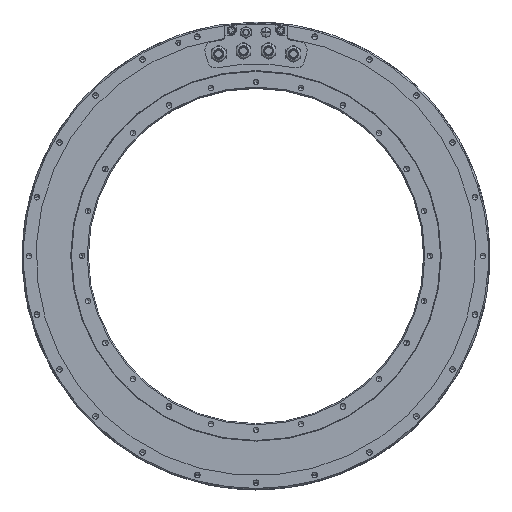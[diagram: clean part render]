
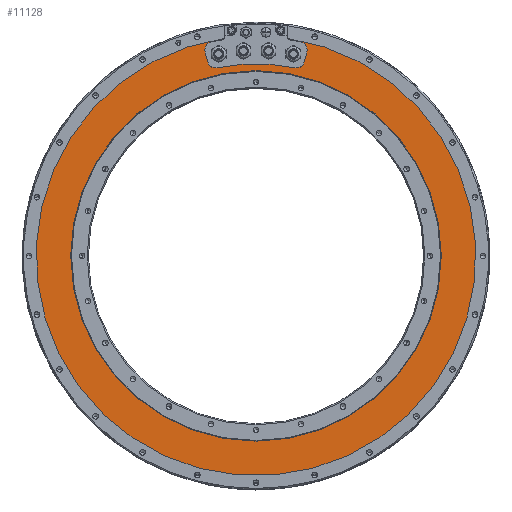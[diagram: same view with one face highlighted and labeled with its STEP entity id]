
A CAD part, top view. The second image highlights one B-rep face of the part: STEP entity #11128.
In plain terms, the highlighted planar face has unit normal (0, 0, 1).
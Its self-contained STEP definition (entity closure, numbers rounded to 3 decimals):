
#2821=CARTESIAN_POINT('',(0.,0.,-0.15));
#2822=DIRECTION('',(0.,0.,1.));
#2823=DIRECTION('',(-1.,0.,0.));
#2824=AXIS2_PLACEMENT_3D('',#2821,#2822,#2823);
#2835=CARTESIAN_POINT('',(0.,0.,-0.15));
#2836=DIRECTION('',(0.,0.,1.));
#2837=DIRECTION('',(1.,0.,0.));
#2838=AXIS2_PLACEMENT_3D('',#2835,#2836,#2837);
#2840=CARTESIAN_POINT('',(-42.5,265.621,-0.15));
#2841=DIRECTION('',(0.,0.,1.));
#2842=DIRECTION('',(0.158,-0.987,0.));
#2843=AXIS2_PLACEMENT_3D('',#2840,#2841,#2842);
#2845=CARTESIAN_POINT('',(0.,0.,-0.15));
#2846=DIRECTION('',(0.,0.,1.));
#2847=DIRECTION('',(-0.158,0.987,0.));
#2848=AXIS2_PLACEMENT_3D('',#2845,#2846,#2847);
#2850=CARTESIAN_POINT('',(-51.698,248.683,
-0.15));
#2851=DIRECTION('',(0.,0.,-1.));
#2852=DIRECTION('',(-0.97,-0.242,0.));
#2853=AXIS2_PLACEMENT_3D('',#2850,#2851,#2852);
#2855=DIRECTION('',(0.242,-0.97,0.));
#2856=VECTOR('',#2855,12.01);
#2857=CARTESIAN_POINT('',(-61.401,246.264,
-0.15));
#2858=LINE('',#2857,#2856);
#2859=CARTESIAN_POINT('',(-48.792,237.03,
-0.15));
#2860=DIRECTION('',(0.,0.,-1.));
#2861=DIRECTION('',(0.202,-0.979,0.));
#2862=AXIS2_PLACEMENT_3D('',#2859,#2860,#2861);
#2864=CARTESIAN_POINT('',(0.,0.,-0.15));
#2865=DIRECTION('',(0.,0.,1.));
#2866=DIRECTION('',(0.202,0.979,0.));
#2867=AXIS2_PLACEMENT_3D('',#2864,#2865,#2866);
#2869=CARTESIAN_POINT('',(48.792,237.03,
-0.15));
#2870=DIRECTION('',(0.,0.,-1.));
#2871=DIRECTION('',(0.97,-0.242,0.));
#2872=AXIS2_PLACEMENT_3D('',#2869,#2870,#2871);
#2874=DIRECTION('',(0.242,0.97,0.));
#2875=VECTOR('',#2874,12.01);
#2876=CARTESIAN_POINT('',(58.495,234.611,
-0.15));
#2877=LINE('',#2876,#2875);
#2878=CARTESIAN_POINT('',(51.698,248.683,
-0.15));
#2879=DIRECTION('',(0.,0.,-1.));
#2880=DIRECTION('',(0.204,0.979,0.));
#2881=AXIS2_PLACEMENT_3D('',#2878,#2879,#2880);
#2883=CARTESIAN_POINT('',(0.,0.,-0.15));
#2884=DIRECTION('',(0.,0.,1.));
#2885=DIRECTION('',(0.204,0.979,0.));
#2886=AXIS2_PLACEMENT_3D('',#2883,#2884,#2885);
#2888=CARTESIAN_POINT('',(42.5,265.621,-0.15));
#2889=DIRECTION('',(0.,0.,1.));
#2890=DIRECTION('',(-0.812,-0.584,0.));
#2891=AXIS2_PLACEMENT_3D('',#2888,#2889,#2890);
#2952=CARTESIAN_POINT('',(0.,0.,-0.15));
#2953=DIRECTION('',(0.,0.,1.));
#2954=DIRECTION('',(-0.145,0.989,0.));
#2955=AXIS2_PLACEMENT_3D('',#2952,#2953,#2954);
#6479=CARTESIAN_POINT('',(-223.75,0.,-0.15));
#6480=CARTESIAN_POINT('',(223.75,0.,-0.15));
#6481=VERTEX_POINT('',#6479);
#6482=VERTEX_POINT('',#6480);
#6559=CARTESIAN_POINT('',(46.776,227.236,
-0.15));
#6560=CARTESIAN_POINT('',(-46.776,227.236,
-0.15));
#6561=VERTEX_POINT('',#6559);
#6562=VERTEX_POINT('',#6560);
#6563=CARTESIAN_POINT('',(58.495,234.611,
-0.15));
#6564=CARTESIAN_POINT('',(61.401,246.264,
-0.15));
#6565=VERTEX_POINT('',#6563);
#6566=VERTEX_POINT('',#6564);
#6567=CARTESIAN_POINT('',(-61.401,246.264,
-0.15));
#6568=CARTESIAN_POINT('',(-58.495,234.611,
-0.15));
#6569=VERTEX_POINT('',#6567);
#6570=VERTEX_POINT('',#6568);
#6571=CARTESIAN_POINT('',(-53.733,258.474,
-0.15));
#6572=VERTEX_POINT('',#6571);
#6573=CARTESIAN_POINT('',(53.733,258.474,
-0.15));
#6574=VERTEX_POINT('',#6573);
#7247=CARTESIAN_POINT('',(38.441,262.702,
-0.15));
#7249=VERTEX_POINT('',#7247);
#7251=CARTESIAN_POINT('',(-38.441,262.702,
-0.15));
#7253=VERTEX_POINT('',#7251);
#7255=CARTESIAN_POINT('',(-41.71,260.684,
-0.15));
#7256=VERTEX_POINT('',#7255);
#7257=CARTESIAN_POINT('',(41.71,260.684,
-0.15));
#7258=VERTEX_POINT('',#7257);
#11093=CARTESIAN_POINT('',(0.,0.,-0.15));
#11094=DIRECTION('',(0.,0.,1.));
#11095=DIRECTION('',(1.,0.,0.));
#11096=AXIS2_PLACEMENT_3D('',#11093,#11094,#11095);
#11097=PLANE('',#11096);
#11099=ORIENTED_EDGE('',*,*,#11098,.F.);
#11101=ORIENTED_EDGE('',*,*,#11100,.T.);
#11103=ORIENTED_EDGE('',*,*,#11102,.F.);
#11105=ORIENTED_EDGE('',*,*,#11104,.T.);
#11107=ORIENTED_EDGE('',*,*,#11106,.F.);
#11109=ORIENTED_EDGE('',*,*,#11108,.F.);
#11111=ORIENTED_EDGE('',*,*,#11110,.F.);
#11113=ORIENTED_EDGE('',*,*,#11112,.T.);
#11115=ORIENTED_EDGE('',*,*,#11114,.F.);
#11117=ORIENTED_EDGE('',*,*,#11116,.T.);
#11119=ORIENTED_EDGE('',*,*,#11118,.F.);
#11121=ORIENTED_EDGE('',*,*,#11120,.F.);
#11122=EDGE_LOOP('',(#11099,#11101,#11103,#11105,#11107,#11109,#11111,#11113,
#11115,#11117,#11119,#11121));
#11123=FACE_OUTER_BOUND('',#11122,.F.);
#11124=ORIENTED_EDGE('',*,*,#11073,.T.);
#11125=ORIENTED_EDGE('',*,*,#11087,.T.);
#11126=EDGE_LOOP('',(#11124,#11125));
#11127=FACE_BOUND('',#11126,.F.);
#2825=CIRCLE('',#2824,223.75);
#2839=CIRCLE('',#2838,223.75);
#2844=CIRCLE('',#2843,5.);
#2849=CIRCLE('',#2848,264.);
#2854=CIRCLE('',#2853,10.);
#2863=CIRCLE('',#2862,10.);
#2868=CIRCLE('',#2867,232.);
#2873=CIRCLE('',#2872,10.);
#2882=CIRCLE('',#2881,10.);
#2887=CIRCLE('',#2886,264.);
#2892=CIRCLE('',#2891,5.);
#2956=CIRCLE('',#2955,265.5);
#11073=EDGE_CURVE('',#6481,#6482,#2825,.T.);
#11087=EDGE_CURVE('',#6482,#6481,#2839,.T.);
#11098=EDGE_CURVE('',#7256,#7253,#2844,.T.);
#11100=EDGE_CURVE('',#7256,#6572,#2849,.T.);
#11102=EDGE_CURVE('',#6569,#6572,#2854,.T.);
#11104=EDGE_CURVE('',#6569,#6570,#2858,.T.);
#11106=EDGE_CURVE('',#6562,#6570,#2863,.T.);
#11108=EDGE_CURVE('',#6561,#6562,#2868,.T.);
#11110=EDGE_CURVE('',#6565,#6561,#2873,.T.);
#11112=EDGE_CURVE('',#6565,#6566,#2877,.T.);
#11114=EDGE_CURVE('',#6574,#6566,#2882,.T.);
#11116=EDGE_CURVE('',#6574,#7258,#2887,.T.);
#11118=EDGE_CURVE('',#7249,#7258,#2892,.T.);
#11120=EDGE_CURVE('',#7253,#7249,#2956,.T.);
#11128=ADVANCED_FACE('',(#11123,#11127),#11097,.T.);
